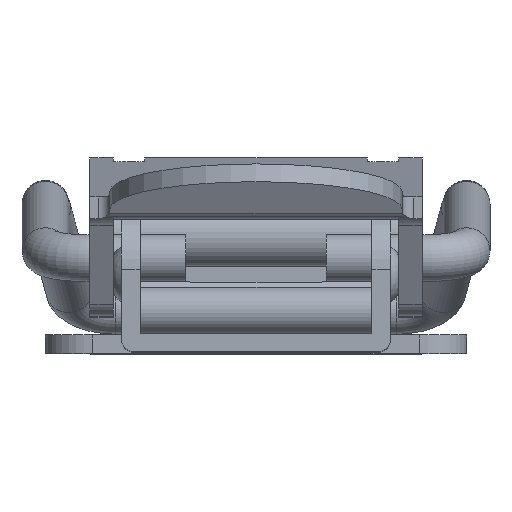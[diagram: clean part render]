
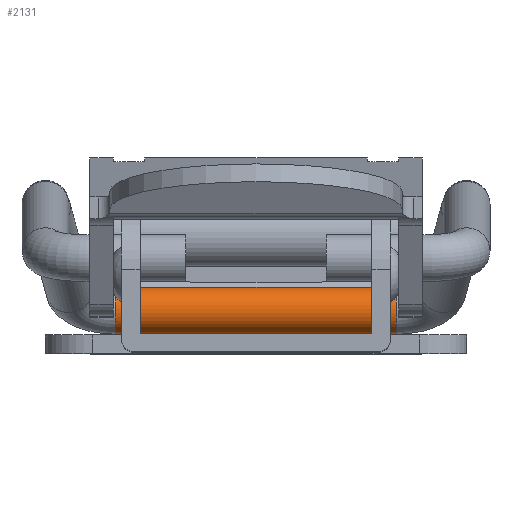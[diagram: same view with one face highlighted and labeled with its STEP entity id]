
A CAD part, top view. The second image highlights one B-rep face of the part: STEP entity #2131.
In plain terms, the highlighted cylindrical face has radius 1 mm (diameter 2 mm), a full revolution.
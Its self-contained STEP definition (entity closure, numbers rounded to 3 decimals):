
#499=FACE_BOUND('',#762,.T.);
#601=FACE_OUTER_BOUND('',#761,.T.);
#761=EDGE_LOOP('',(#1851));
#762=EDGE_LOOP('',(#1852));
#893=CIRCLE('',#2348,1.);
#894=CIRCLE('',#2350,1.);
#1073=VERTEX_POINT('',#3584);
#1074=VERTEX_POINT('',#3587);
#1343=EDGE_CURVE('',#1073,#1073,#893,.T.);
#1344=EDGE_CURVE('',#1074,#1074,#894,.T.);
#1851=ORIENTED_EDGE('',*,*,#1343,.F.);
#1852=ORIENTED_EDGE('',*,*,#1344,.T.);
#2028=CYLINDRICAL_SURFACE('',#2349,1.);
#2131=ADVANCED_FACE('',(#601,#499),#2028,.T.);
#2348=AXIS2_PLACEMENT_3D('',#3585,#2904,#2905);
#2349=AXIS2_PLACEMENT_3D('',#3586,#2906,#2907);
#2350=AXIS2_PLACEMENT_3D('',#3588,#2908,#2909);
#2904=DIRECTION('center_axis',(0.,-1.,0.));
#2905=DIRECTION('ref_axis',(0.823,0.,0.568));
#2906=DIRECTION('center_axis',(0.,-1.,0.));
#2907=DIRECTION('ref_axis',(0.823,0.,0.568));
#2908=DIRECTION('center_axis',(0.,-1.,0.));
#2909=DIRECTION('ref_axis',(0.823,0.,0.568));
#3584=CARTESIAN_POINT('',(-23.809,-5.984,-6.586));
#3585=CARTESIAN_POINT('Origin',(-22.986,-5.984,-6.018));
#3586=CARTESIAN_POINT('Origin',(-22.986,5.984,-6.018));
#3587=CARTESIAN_POINT('',(-23.809,5.984,-6.586));
#3588=CARTESIAN_POINT('Origin',(-22.986,5.984,-6.018));
